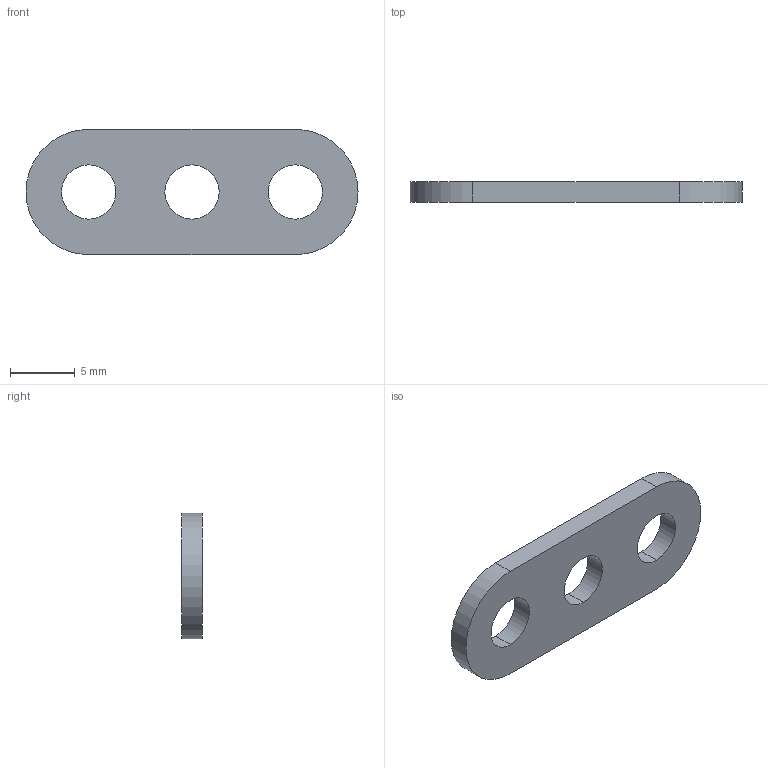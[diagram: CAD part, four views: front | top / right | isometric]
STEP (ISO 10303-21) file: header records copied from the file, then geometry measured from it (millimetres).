
FILE_DESCRIPTION (( 'STEP AP214' ), '1' );
FILE_NAME ('02-0003.step', '2020-04-06T07:05:50', ( '' ), ( '' ), 'SwSTEP 2.0', 'SolidWorks 2020', '' );
FILE_SCHEMA (( 'AUTOMOTIVE_DESIGN' ));
Length unit declared in the file: millimetre
Products named in the file (1): 02-0003
Bounding box: 25.7 x 1.6 x 9.7 mm (x, y, z)
Volume: 300.1 mm3; surface area: 538.4 mm2
Topology: 1 solids, 1 shells, 12 faces, 30 edges, 20 vertices
Faces by surface type: cylinder 8, plane 4
Entity records: 416 total; most frequent: DIRECTION 72, CARTESIAN_POINT 63, ORIENTED_EDGE 60, EDGE_CURVE 30, AXIS2_PLACEMENT_3D 29, VERTEX_POINT 20, EDGE_LOOP 18, CIRCLE 16
